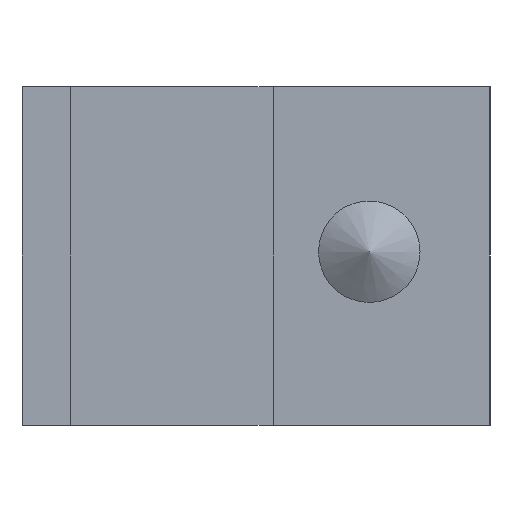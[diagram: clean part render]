
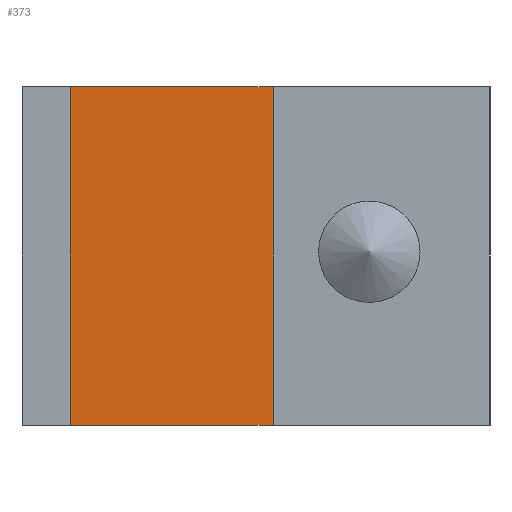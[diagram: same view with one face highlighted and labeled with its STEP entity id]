
A CAD part, left-side view. The second image highlights one B-rep face of the part: STEP entity #373.
In plain terms, the highlighted planar face has unit normal (-1, 0, 0).
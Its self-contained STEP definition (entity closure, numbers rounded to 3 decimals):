
#25=PLANE('',#415);
#49=FACE_OUTER_BOUND('',#71,.T.);
#71=EDGE_LOOP('',(#301,#302,#303,#304));
#103=LINE('',#582,#145);
#104=LINE('',#585,#146);
#105=LINE('',#587,#147);
#106=LINE('',#588,#148);
#145=VECTOR('',#481,10.);
#146=VECTOR('',#484,10.);
#147=VECTOR('',#485,10.);
#148=VECTOR('',#486,10.);
#195=VERTEX_POINT('',#578);
#196=VERTEX_POINT('',#580);
#197=VERTEX_POINT('',#584);
#198=VERTEX_POINT('',#586);
#237=EDGE_CURVE('',#195,#196,#103,.T.);
#238=EDGE_CURVE('',#197,#195,#104,.T.);
#239=EDGE_CURVE('',#198,#196,#105,.T.);
#240=EDGE_CURVE('',#197,#198,#106,.T.);
#301=ORIENTED_EDGE('',*,*,#238,.T.);
#302=ORIENTED_EDGE('',*,*,#237,.T.);
#303=ORIENTED_EDGE('',*,*,#239,.F.);
#304=ORIENTED_EDGE('',*,*,#240,.F.);
#373=ADVANCED_FACE('',(#49),#25,.T.);
#415=AXIS2_PLACEMENT_3D('',#583,#482,#483);
#481=DIRECTION('',(0.,0.,1.));
#482=DIRECTION('center_axis',(-1.,0.,0.));
#483=DIRECTION('ref_axis',(0.,-1.,0.));
#484=DIRECTION('',(0.,-1.,0.));
#485=DIRECTION('',(0.,-1.,0.));
#486=DIRECTION('',(0.,0.,1.));
#578=CARTESIAN_POINT('',(-19.917,43.874,7.413));
#580=CARTESIAN_POINT('',(-19.917,43.874,12.413));
#582=CARTESIAN_POINT('',(-19.917,43.874,7.413));
#583=CARTESIAN_POINT('Origin',(-19.917,46.874,7.413));
#584=CARTESIAN_POINT('',(-19.917,46.874,7.413));
#585=CARTESIAN_POINT('',(-19.917,46.874,7.413));
#586=CARTESIAN_POINT('',(-19.917,46.874,12.413));
#587=CARTESIAN_POINT('',(-19.917,46.874,12.413));
#588=CARTESIAN_POINT('',(-19.917,46.874,7.413));
